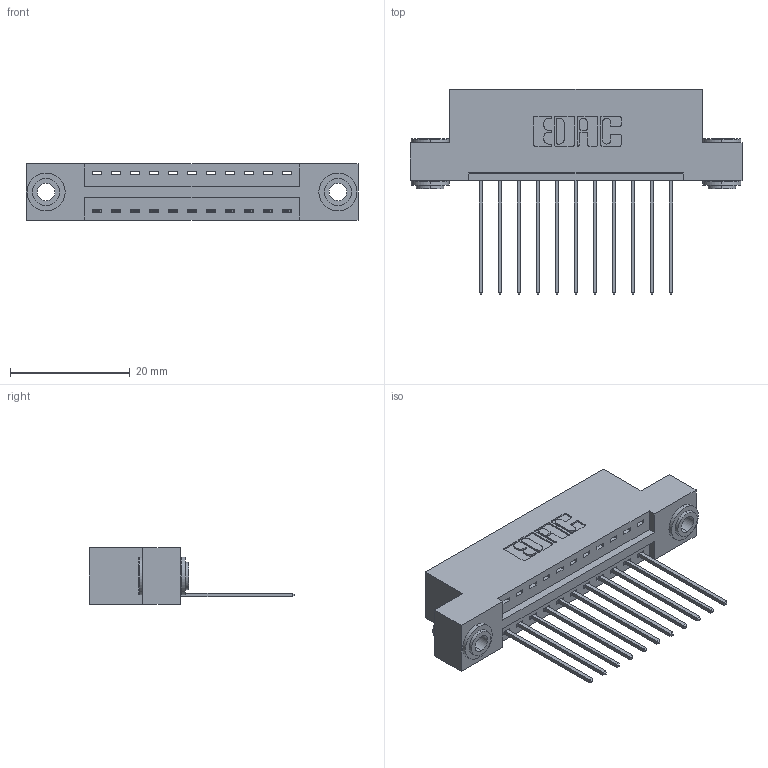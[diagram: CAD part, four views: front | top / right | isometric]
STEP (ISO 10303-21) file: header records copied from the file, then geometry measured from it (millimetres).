
FILE_DESCRIPTION (( 'STEP AP203' ), '1' );
FILE_NAME ('346-011-541-103.STEP', '2022-05-05T01:34:48', ( '' ), ( '' ), 'SwSTEP 2.0', 'SolidWorks 2020', '' );
FILE_SCHEMA (( 'CONFIG_CONTROL_DESIGN' ));
Length unit declared in the file: inch
Products named in the file (4): 346 Part_Flush Mounting Lugs - 0.156 Dia-TH; 346-011-541-103; 345-250-002_345-250-002-102; 345-292-001_345-293-141
Assembly tree (14 placements, depth 2):
  346-011-541-103
    346 Part_Flush Mounting Lugs - 0.156 Dia-TH
    345-292-001_345-293-141  x11
    345-250-002_345-250-002-102  x2
Bounding box: 55.5 x 34.29 x 9.4 mm (x, y, z)
Volume: 5136.5 mm3; surface area: 6553.7 mm2
Topology: 14 solids, 14 shells, 812 faces, 2377 edges, 1566 vertices
Faces by surface type: plane 540, cylinder 264, cone 8
Entity records: 12084 total; most frequent: CARTESIAN_POINT 2062, ORIENTED_EDGE 1998, DIRECTION 1887, EDGE_CURVE 999, VECTOR 799, LINE 799, VERTEX_POINT 662, AXIS2_PLACEMENT_3D 544
